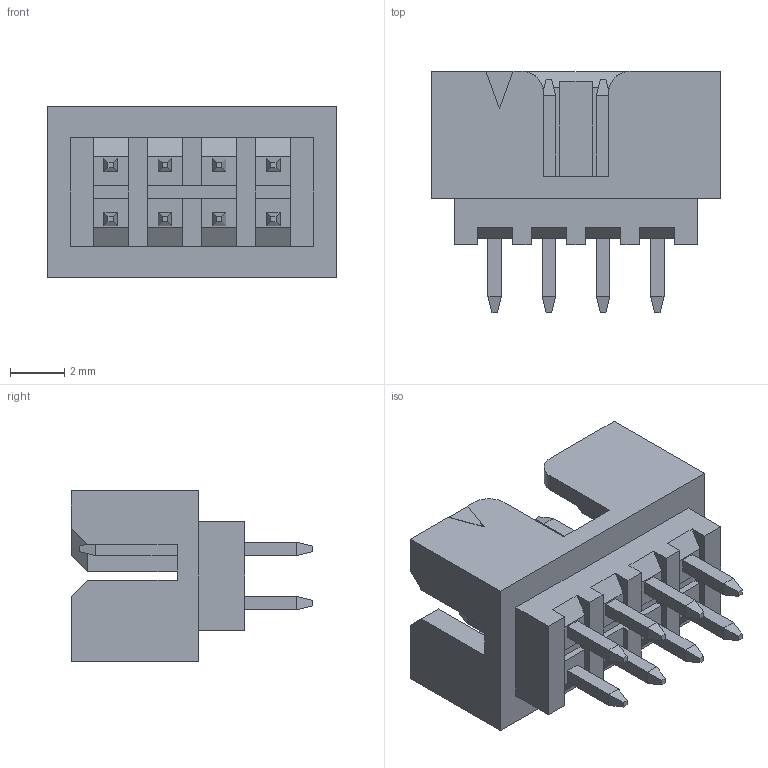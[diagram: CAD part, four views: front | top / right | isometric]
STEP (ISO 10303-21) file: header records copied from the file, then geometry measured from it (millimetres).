
FILE_DESCRIPTION((''),'2;1');
FILE_NAME('878310820','2014-01-31T',('me'),(''),'PRO/ENGINEER BY PARAMETRIC TECHNOLOGY CORPORATION, 2011490','PRO/ENGINEER BY PARAMETRIC TECHNOLOGY CORPORATION, 2011490','');
FILE_SCHEMA(('CONFIG_CONTROL_DESIGN'));
Length unit declared in the file: millimetre
Products named in the file (1): 878310820
Bounding box: 10.65 x 8.9 x 6.3 mm (x, y, z)
Volume: 195.4 mm3; surface area: 527.8 mm2
Topology: 1 solids, 1 shells, 259 faces, 664 edges, 424 vertices
Faces by surface type: plane 257, cylinder 2
Entity records: 7641 total; most frequent: CARTESIAN_POINT 1340, ORIENTED_EDGE 1296, DIRECTION 1202, EDGE_CURVE 648, VECTOR 642, LINE 642, VERTEX_POINT 408, AXIS2_PLACEMENT_3D 280
